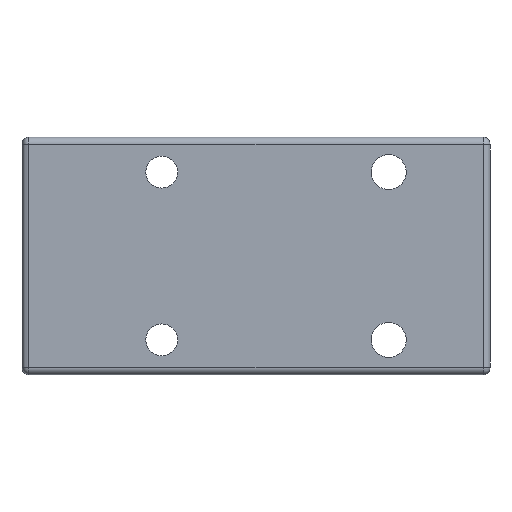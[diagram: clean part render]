
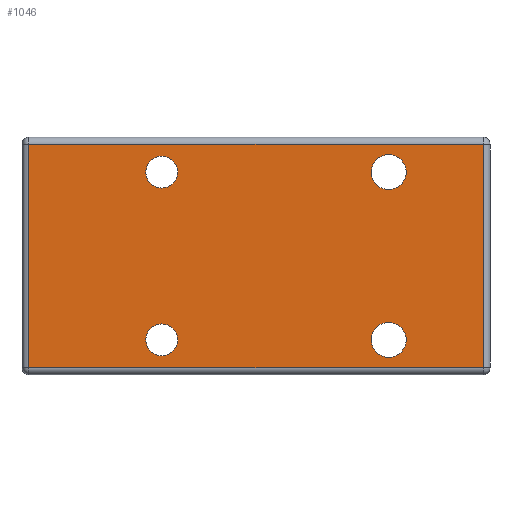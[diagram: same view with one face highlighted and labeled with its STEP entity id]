
A CAD part, front view. The second image highlights one B-rep face of the part: STEP entity #1046.
In plain terms, the highlighted planar face has unit normal (0, -1, 0).
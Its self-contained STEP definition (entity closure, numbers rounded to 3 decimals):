
#4 = EDGE_LOOP ( 'NONE', ( #784, #1434 ) ) ;
#16 = DIRECTION ( 'NONE',  ( 0., 0., 1. ) ) ;
#25 = CARTESIAN_POINT ( 'NONE',  ( -13.5, 0., 12. ) ) ;
#46 = CARTESIAN_POINT ( 'NONE',  ( 19., 0., -12. ) ) ;
#62 = VERTEX_POINT ( 'NONE', #778 ) ;
#79 = FACE_OUTER_BOUND ( 'NONE', #1275, .T. ) ;
#94 = CARTESIAN_POINT ( 'NONE',  ( 19., 0., -12. ) ) ;
#99 = FACE_BOUND ( 'NONE', #4, .T. ) ;
#101 = VECTOR ( 'NONE', #1627, 1000. ) ;
#106 = LINE ( 'NONE', #355, #301 ) ;
#153 = VERTEX_POINT ( 'NONE', #1542 ) ;
#157 = CIRCLE ( 'NONE', #1215, 2.5 ) ;
#184 = ORIENTED_EDGE ( 'NONE', *, *, #1246, .F. ) ;
#223 = VERTEX_POINT ( 'NONE', #1559 ) ;
#229 = VERTEX_POINT ( 'NONE', #796 ) ;
#236 = DIRECTION ( 'NONE',  ( 0., 0., 1. ) ) ;
#247 = DIRECTION ( 'NONE',  ( 0., -1., 0. ) ) ;
#252 = CIRCLE ( 'NONE', #1173, 2.5 ) ;
#268 = AXIS2_PLACEMENT_3D ( 'NONE', #500, #247, #1259 ) ;
#300 = ORIENTED_EDGE ( 'NONE', *, *, #1561, .F. ) ;
#301 = VECTOR ( 'NONE', #743, 1000. ) ;
#315 = EDGE_CURVE ( 'NONE', #1337, #1329, #106, .T. ) ;
#317 = CARTESIAN_POINT ( 'NONE',  ( 19., 0., 9.5 ) ) ;
#341 = CARTESIAN_POINT ( 'NONE',  ( 0., 0., 0. ) ) ;
#346 = DIRECTION ( 'NONE',  ( 0., -1., 0. ) ) ;
#355 = CARTESIAN_POINT ( 'NONE',  ( -32.5, 0., 0. ) ) ;
#381 = LINE ( 'NONE', #1498, #101 ) ;
#382 = EDGE_CURVE ( 'NONE', #441, #1441, #1202, .T. ) ;
#391 = DIRECTION ( 'NONE',  ( 0., -1., 0. ) ) ;
#418 = CARTESIAN_POINT ( 'NONE',  ( -32.5, 0., -16. ) ) ;
#435 = ORIENTED_EDGE ( 'NONE', *, *, #1115, .F. ) ;
#441 = VERTEX_POINT ( 'NONE', #1233 ) ;
#453 = CARTESIAN_POINT ( 'NONE',  ( -13.5, 0., 14.277 ) ) ;
#479 = CIRCLE ( 'NONE', #1590, 2.277 ) ;
#484 = CARTESIAN_POINT ( 'NONE',  ( -13.5, 0., -14.277 ) ) ;
#500 = CARTESIAN_POINT ( 'NONE',  ( 19., 0., 12. ) ) ;
#502 = VERTEX_POINT ( 'NONE', #824 ) ;
#506 = EDGE_LOOP ( 'NONE', ( #435, #1431 ) ) ;
#520 = LINE ( 'NONE', #762, #1009 ) ;
#537 = EDGE_LOOP ( 'NONE', ( #300, #184 ) ) ;
#577 = EDGE_CURVE ( 'NONE', #153, #683, #642, .T. ) ;
#595 = FACE_BOUND ( 'NONE', #506, .T. ) ;
#642 = CIRCLE ( 'NONE', #1571, 2.277 ) ;
#654 = ORIENTED_EDGE ( 'NONE', *, *, #1292, .T. ) ;
#662 = AXIS2_PLACEMENT_3D ( 'NONE', #1529, #391, #783 ) ;
#667 = DIRECTION ( 'NONE',  ( 0., 0., 1. ) ) ;
#683 = VERTEX_POINT ( 'NONE', #484 ) ;
#693 = DIRECTION ( 'NONE',  ( 0., 0., -1. ) ) ;
#738 = VERTEX_POINT ( 'NONE', #1522 ) ;
#743 = DIRECTION ( 'NONE',  ( 0., 0., -1. ) ) ;
#753 = ORIENTED_EDGE ( 'NONE', *, *, #382, .F. ) ;
#762 = CARTESIAN_POINT ( 'NONE',  ( 0., 0., 16. ) ) ;
#772 = CIRCLE ( 'NONE', #662, 2.5 ) ;
#778 = CARTESIAN_POINT ( 'NONE',  ( 19., 0., 14.5 ) ) ;
#783 = DIRECTION ( 'NONE',  ( 0., 0., -1. ) ) ;
#784 = ORIENTED_EDGE ( 'NONE', *, *, #1240, .F. ) ;
#791 = CARTESIAN_POINT ( 'NONE',  ( 32.5, 0., 0. ) ) ;
#796 = CARTESIAN_POINT ( 'NONE',  ( 32.5, 0., 16. ) ) ;
#813 = CARTESIAN_POINT ( 'NONE',  ( -32.5, 0., 16. ) ) ;
#820 = DIRECTION ( 'NONE',  ( 0., -1., 0. ) ) ;
#824 = CARTESIAN_POINT ( 'NONE',  ( 32.5, 0., -16. ) ) ;
#825 = EDGE_CURVE ( 'NONE', #1329, #502, #381, .T. ) ;
#844 = AXIS2_PLACEMENT_3D ( 'NONE', #341, #1456, #236 ) ;
#855 = EDGE_CURVE ( 'NONE', #229, #1337, #520, .T. ) ;
#915 = EDGE_CURVE ( 'NONE', #738, #223, #157, .T. ) ;
#941 = CIRCLE ( 'NONE', #1088, 2.277 ) ;
#985 = FACE_BOUND ( 'NONE', #1220, .T. ) ;
#996 = CIRCLE ( 'NONE', #268, 2.5 ) ;
#997 = DIRECTION ( 'NONE',  ( 0., -1., 0. ) ) ;
#1009 = VECTOR ( 'NONE', #1533, 1000. ) ;
#1011 = ORIENTED_EDGE ( 'NONE', *, *, #1383, .F. ) ;
#1020 = ORIENTED_EDGE ( 'NONE', *, *, #315, .T. ) ;
#1046 = ADVANCED_FACE ( 'NONE', ( #79, #985, #595, #99, #1491 ), #1344, .F. ) ;
#1065 = VECTOR ( 'NONE', #1318, 1000. ) ;
#1088 = AXIS2_PLACEMENT_3D ( 'NONE', #1397, #1147, #16 ) ;
#1104 = DIRECTION ( 'NONE',  ( 0., 0., 1. ) ) ;
#1105 = ORIENTED_EDGE ( 'NONE', *, *, #855, .T. ) ;
#1115 = EDGE_CURVE ( 'NONE', #223, #738, #252, .T. ) ;
#1143 = AXIS2_PLACEMENT_3D ( 'NONE', #1227, #346, #1514 ) ;
#1147 = DIRECTION ( 'NONE',  ( 0., -1., 0. ) ) ;
#1173 = AXIS2_PLACEMENT_3D ( 'NONE', #94, #997, #1104 ) ;
#1202 = CIRCLE ( 'NONE', #1143, 2.277 ) ;
#1215 = AXIS2_PLACEMENT_3D ( 'NONE', #46, #1442, #667 ) ;
#1220 = EDGE_LOOP ( 'NONE', ( #753, #1011 ) ) ;
#1227 = CARTESIAN_POINT ( 'NONE',  ( -13.5, 0., 12. ) ) ;
#1233 = CARTESIAN_POINT ( 'NONE',  ( -13.5, 0., 9.723 ) ) ;
#1240 = EDGE_CURVE ( 'NONE', #683, #153, #941, .T. ) ;
#1246 = EDGE_CURVE ( 'NONE', #62, #1303, #772, .T. ) ;
#1259 = DIRECTION ( 'NONE',  ( 0., 0., -1. ) ) ;
#1275 = EDGE_LOOP ( 'NONE', ( #1105, #1020, #1420, #654 ) ) ;
#1292 = EDGE_CURVE ( 'NONE', #502, #229, #1538, .T. ) ;
#1303 = VERTEX_POINT ( 'NONE', #317 ) ;
#1318 = DIRECTION ( 'NONE',  ( 0., 0., 1. ) ) ;
#1329 = VERTEX_POINT ( 'NONE', #418 ) ;
#1337 = VERTEX_POINT ( 'NONE', #813 ) ;
#1344 = PLANE ( 'NONE',  #844 ) ;
#1383 = EDGE_CURVE ( 'NONE', #1441, #441, #479, .T. ) ;
#1397 = CARTESIAN_POINT ( 'NONE',  ( -13.5, 0., -12. ) ) ;
#1420 = ORIENTED_EDGE ( 'NONE', *, *, #825, .T. ) ;
#1431 = ORIENTED_EDGE ( 'NONE', *, *, #915, .F. ) ;
#1434 = ORIENTED_EDGE ( 'NONE', *, *, #577, .F. ) ;
#1436 = DIRECTION ( 'NONE',  ( 0., -1., 0. ) ) ;
#1441 = VERTEX_POINT ( 'NONE', #453 ) ;
#1442 = DIRECTION ( 'NONE',  ( 0., -1., 0. ) ) ;
#1444 = DIRECTION ( 'NONE',  ( 0., 0., 1. ) ) ;
#1456 = DIRECTION ( 'NONE',  ( 0., 1., 0. ) ) ;
#1459 = CARTESIAN_POINT ( 'NONE',  ( -13.5, 0., -12. ) ) ;
#1491 = FACE_BOUND ( 'NONE', #537, .T. ) ;
#1498 = CARTESIAN_POINT ( 'NONE',  ( 0., 0., -16. ) ) ;
#1514 = DIRECTION ( 'NONE',  ( 0., 0., -1. ) ) ;
#1522 = CARTESIAN_POINT ( 'NONE',  ( 19., 0., -9.5 ) ) ;
#1529 = CARTESIAN_POINT ( 'NONE',  ( 19., 0., 12. ) ) ;
#1533 = DIRECTION ( 'NONE',  ( -1., 0., 0. ) ) ;
#1538 = LINE ( 'NONE', #791, #1065 ) ;
#1542 = CARTESIAN_POINT ( 'NONE',  ( -13.5, 0., -9.723 ) ) ;
#1559 = CARTESIAN_POINT ( 'NONE',  ( 19., 0., -14.5 ) ) ;
#1561 = EDGE_CURVE ( 'NONE', #1303, #62, #996, .T. ) ;
#1571 = AXIS2_PLACEMENT_3D ( 'NONE', #1459, #1436, #1444 ) ;
#1590 = AXIS2_PLACEMENT_3D ( 'NONE', #25, #820, #693 ) ;
#1627 = DIRECTION ( 'NONE',  ( 1., 0., 0. ) ) ;
